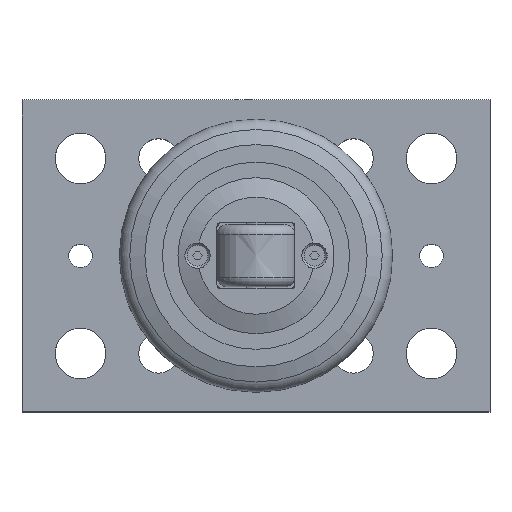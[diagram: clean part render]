
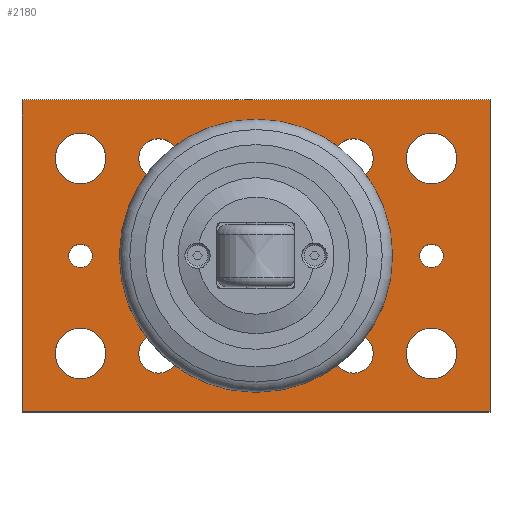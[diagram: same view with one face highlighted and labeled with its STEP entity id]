
A CAD part, top view. The second image highlights one B-rep face of the part: STEP entity #2180.
In plain terms, the highlighted planar face has unit normal (0, 0, 1).
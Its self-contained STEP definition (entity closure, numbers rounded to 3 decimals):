
#72=FACE_BOUND('',#400,.T.);
#73=FACE_BOUND('',#401,.T.);
#74=FACE_BOUND('',#402,.T.);
#75=FACE_BOUND('',#403,.T.);
#76=FACE_BOUND('',#404,.T.);
#77=FACE_BOUND('',#405,.T.);
#78=FACE_BOUND('',#406,.T.);
#79=FACE_BOUND('',#407,.T.);
#80=FACE_BOUND('',#408,.T.);
#81=FACE_BOUND('',#409,.T.);
#82=FACE_BOUND('',#410,.T.);
#135=PLANE('',#2459);
#260=FACE_OUTER_BOUND('',#399,.T.);
#399=EDGE_LOOP('',(#1998,#1999,#2000,#2001));
#400=EDGE_LOOP('',(#2002));
#401=EDGE_LOOP('',(#2003,#2004));
#402=EDGE_LOOP('',(#2005,#2006));
#403=EDGE_LOOP('',(#2007,#2008));
#404=EDGE_LOOP('',(#2009,#2010));
#405=EDGE_LOOP('',(#2011));
#406=EDGE_LOOP('',(#2012));
#407=EDGE_LOOP('',(#2013));
#408=EDGE_LOOP('',(#2014));
#409=EDGE_LOOP('',(#2015));
#410=EDGE_LOOP('',(#2016));
#542=LINE('',#4042,#685);
#546=LINE('',#4050,#689);
#549=LINE('',#4056,#692);
#552=LINE('',#4061,#695);
#685=VECTOR('',#3099,10.);
#689=VECTOR('',#3105,10.);
#692=VECTOR('',#3110,10.);
#695=VECTOR('',#3115,10.);
#817=CIRCLE('',#2412,23.5);
#823=CIRCLE('',#2421,5.053);
#824=CIRCLE('',#2422,5.053);
#826=CIRCLE('',#2425,5.053);
#827=CIRCLE('',#2426,5.053);
#829=CIRCLE('',#2429,5.053);
#830=CIRCLE('',#2430,5.053);
#832=CIRCLE('',#2433,5.053);
#833=CIRCLE('',#2434,5.053);
#835=CIRCLE('',#2437,6.5);
#837=CIRCLE('',#2440,6.5);
#839=CIRCLE('',#2443,6.5);
#841=CIRCLE('',#2446,6.5);
#843=CIRCLE('',#2449,3.);
#845=CIRCLE('',#2452,3.);
#1025=VERTEX_POINT('',#3955);
#1031=VERTEX_POINT('',#3972);
#1032=VERTEX_POINT('',#3973);
#1034=VERTEX_POINT('',#3980);
#1035=VERTEX_POINT('',#3981);
#1037=VERTEX_POINT('',#3988);
#1038=VERTEX_POINT('',#3989);
#1040=VERTEX_POINT('',#3996);
#1041=VERTEX_POINT('',#3997);
#1043=VERTEX_POINT('',#4004);
#1045=VERTEX_POINT('',#4010);
#1047=VERTEX_POINT('',#4016);
#1049=VERTEX_POINT('',#4022);
#1051=VERTEX_POINT('',#4028);
#1053=VERTEX_POINT('',#4034);
#1055=VERTEX_POINT('',#4040);
#1056=VERTEX_POINT('',#4041);
#1059=VERTEX_POINT('',#4049);
#1061=VERTEX_POINT('',#4055);
#1329=EDGE_CURVE('',#1025,#1025,#817,.T.);
#1336=EDGE_CURVE('',#1031,#1032,#823,.T.);
#1337=EDGE_CURVE('',#1032,#1031,#824,.T.);
#1340=EDGE_CURVE('',#1034,#1035,#826,.T.);
#1341=EDGE_CURVE('',#1035,#1034,#827,.T.);
#1344=EDGE_CURVE('',#1037,#1038,#829,.T.);
#1345=EDGE_CURVE('',#1038,#1037,#830,.T.);
#1348=EDGE_CURVE('',#1040,#1041,#832,.T.);
#1349=EDGE_CURVE('',#1041,#1040,#833,.T.);
#1352=EDGE_CURVE('',#1043,#1043,#835,.T.);
#1355=EDGE_CURVE('',#1045,#1045,#837,.T.);
#1358=EDGE_CURVE('',#1047,#1047,#839,.T.);
#1361=EDGE_CURVE('',#1049,#1049,#841,.T.);
#1364=EDGE_CURVE('',#1051,#1051,#843,.T.);
#1367=EDGE_CURVE('',#1053,#1053,#845,.T.);
#1370=EDGE_CURVE('',#1055,#1056,#542,.T.);
#1374=EDGE_CURVE('',#1056,#1059,#546,.T.);
#1377=EDGE_CURVE('',#1059,#1061,#549,.T.);
#1380=EDGE_CURVE('',#1061,#1055,#552,.T.);
#1998=ORIENTED_EDGE('',*,*,#1370,.F.);
#1999=ORIENTED_EDGE('',*,*,#1380,.F.);
#2000=ORIENTED_EDGE('',*,*,#1377,.F.);
#2001=ORIENTED_EDGE('',*,*,#1374,.F.);
#2002=ORIENTED_EDGE('',*,*,#1329,.T.);
#2003=ORIENTED_EDGE('',*,*,#1336,.T.);
#2004=ORIENTED_EDGE('',*,*,#1337,.T.);
#2005=ORIENTED_EDGE('',*,*,#1340,.T.);
#2006=ORIENTED_EDGE('',*,*,#1341,.T.);
#2007=ORIENTED_EDGE('',*,*,#1344,.T.);
#2008=ORIENTED_EDGE('',*,*,#1345,.T.);
#2009=ORIENTED_EDGE('',*,*,#1348,.T.);
#2010=ORIENTED_EDGE('',*,*,#1349,.T.);
#2011=ORIENTED_EDGE('',*,*,#1352,.T.);
#2012=ORIENTED_EDGE('',*,*,#1355,.T.);
#2013=ORIENTED_EDGE('',*,*,#1358,.T.);
#2014=ORIENTED_EDGE('',*,*,#1361,.T.);
#2015=ORIENTED_EDGE('',*,*,#1364,.T.);
#2016=ORIENTED_EDGE('',*,*,#1367,.T.);
#2180=ADVANCED_FACE('',(#260,#72,#73,#74,#75,#76,#77,#78,#79,#80,#81,#82),
#135,.T.);
#2412=AXIS2_PLACEMENT_3D('',#3957,#3002,#3003);
#2421=AXIS2_PLACEMENT_3D('',#3974,#3021,#3022);
#2422=AXIS2_PLACEMENT_3D('',#3975,#3023,#3024);
#2425=AXIS2_PLACEMENT_3D('',#3982,#3030,#3031);
#2426=AXIS2_PLACEMENT_3D('',#3983,#3032,#3033);
#2429=AXIS2_PLACEMENT_3D('',#3990,#3039,#3040);
#2430=AXIS2_PLACEMENT_3D('',#3991,#3041,#3042);
#2433=AXIS2_PLACEMENT_3D('',#3998,#3048,#3049);
#2434=AXIS2_PLACEMENT_3D('',#3999,#3050,#3051);
#2437=AXIS2_PLACEMENT_3D('',#4005,#3057,#3058);
#2440=AXIS2_PLACEMENT_3D('',#4011,#3064,#3065);
#2443=AXIS2_PLACEMENT_3D('',#4017,#3071,#3072);
#2446=AXIS2_PLACEMENT_3D('',#4023,#3078,#3079);
#2449=AXIS2_PLACEMENT_3D('',#4029,#3085,#3086);
#2452=AXIS2_PLACEMENT_3D('',#4035,#3092,#3093);
#2459=AXIS2_PLACEMENT_3D('',#4064,#3119,#3120);
#3002=DIRECTION('center_axis',(0.,0.,-1.));
#3003=DIRECTION('ref_axis',(-1.,0.,0.));
#3021=DIRECTION('center_axis',(0.,0.,-1.));
#3022=DIRECTION('ref_axis',(1.,0.,0.));
#3023=DIRECTION('center_axis',(0.,0.,-1.));
#3024=DIRECTION('ref_axis',(1.,0.,0.));
#3030=DIRECTION('center_axis',(0.,0.,-1.));
#3031=DIRECTION('ref_axis',(1.,0.,0.));
#3032=DIRECTION('center_axis',(0.,0.,-1.));
#3033=DIRECTION('ref_axis',(1.,0.,0.));
#3039=DIRECTION('center_axis',(0.,0.,-1.));
#3040=DIRECTION('ref_axis',(1.,0.,0.));
#3041=DIRECTION('center_axis',(0.,0.,-1.));
#3042=DIRECTION('ref_axis',(1.,0.,0.));
#3048=DIRECTION('center_axis',(0.,0.,-1.));
#3049=DIRECTION('ref_axis',(1.,0.,0.));
#3050=DIRECTION('center_axis',(0.,0.,-1.));
#3051=DIRECTION('ref_axis',(1.,0.,0.));
#3057=DIRECTION('center_axis',(0.,0.,-1.));
#3058=DIRECTION('ref_axis',(-1.,0.,0.));
#3064=DIRECTION('center_axis',(0.,0.,-1.));
#3065=DIRECTION('ref_axis',(-1.,0.,0.));
#3071=DIRECTION('center_axis',(0.,0.,-1.));
#3072=DIRECTION('ref_axis',(-1.,0.,0.));
#3078=DIRECTION('center_axis',(0.,0.,-1.));
#3079=DIRECTION('ref_axis',(-1.,0.,0.));
#3085=DIRECTION('center_axis',(0.,0.,-1.));
#3086=DIRECTION('ref_axis',(-1.,0.,0.));
#3092=DIRECTION('center_axis',(0.,0.,-1.));
#3093=DIRECTION('ref_axis',(-1.,0.,0.));
#3099=DIRECTION('',(0.,1.,0.));
#3105=DIRECTION('',(1.,0.,0.));
#3110=DIRECTION('',(0.,-1.,0.));
#3115=DIRECTION('',(-1.,0.,0.));
#3119=DIRECTION('center_axis',(0.,0.,1.));
#3120=DIRECTION('ref_axis',(1.,0.,0.));
#3955=CARTESIAN_POINT('',(83.5,40.,15.));
#3957=CARTESIAN_POINT('Origin',(60.,40.,15.));
#3972=CARTESIAN_POINT('',(40.053,15.,15.));
#3973=CARTESIAN_POINT('',(29.947,15.,15.));
#3974=CARTESIAN_POINT('Origin',(35.,15.,15.));
#3975=CARTESIAN_POINT('Origin',(35.,15.,15.));
#3980=CARTESIAN_POINT('',(90.053,15.,15.));
#3981=CARTESIAN_POINT('',(79.947,15.,15.));
#3982=CARTESIAN_POINT('Origin',(85.,15.,15.));
#3983=CARTESIAN_POINT('Origin',(85.,15.,15.));
#3988=CARTESIAN_POINT('',(90.053,65.,15.));
#3989=CARTESIAN_POINT('',(79.947,65.,15.));
#3990=CARTESIAN_POINT('Origin',(85.,65.,15.));
#3991=CARTESIAN_POINT('Origin',(85.,65.,15.));
#3996=CARTESIAN_POINT('',(40.053,65.,15.));
#3997=CARTESIAN_POINT('',(29.947,65.,15.));
#3998=CARTESIAN_POINT('Origin',(35.,65.,15.));
#3999=CARTESIAN_POINT('Origin',(35.,65.,15.));
#4004=CARTESIAN_POINT('',(111.5,65.,15.));
#4005=CARTESIAN_POINT('Origin',(105.,65.,15.));
#4010=CARTESIAN_POINT('',(21.5,15.,15.));
#4011=CARTESIAN_POINT('Origin',(15.,15.,15.));
#4016=CARTESIAN_POINT('',(21.5,65.,15.));
#4017=CARTESIAN_POINT('Origin',(15.,65.,15.));
#4022=CARTESIAN_POINT('',(111.5,15.,15.));
#4023=CARTESIAN_POINT('Origin',(105.,15.,15.));
#4028=CARTESIAN_POINT('',(108.,40.,15.));
#4029=CARTESIAN_POINT('Origin',(105.,40.,15.));
#4034=CARTESIAN_POINT('',(18.,40.,15.));
#4035=CARTESIAN_POINT('Origin',(15.,40.,15.));
#4040=CARTESIAN_POINT('',(0.,0.,15.));
#4041=CARTESIAN_POINT('',(0.,80.,15.));
#4042=CARTESIAN_POINT('',(0.,80.,15.));
#4049=CARTESIAN_POINT('',(120.,80.,15.));
#4050=CARTESIAN_POINT('',(120.,80.,15.));
#4055=CARTESIAN_POINT('',(120.,0.,15.));
#4056=CARTESIAN_POINT('',(120.,0.,15.));
#4061=CARTESIAN_POINT('',(0.,0.,15.));
#4064=CARTESIAN_POINT('Origin',(60.,40.,15.));
